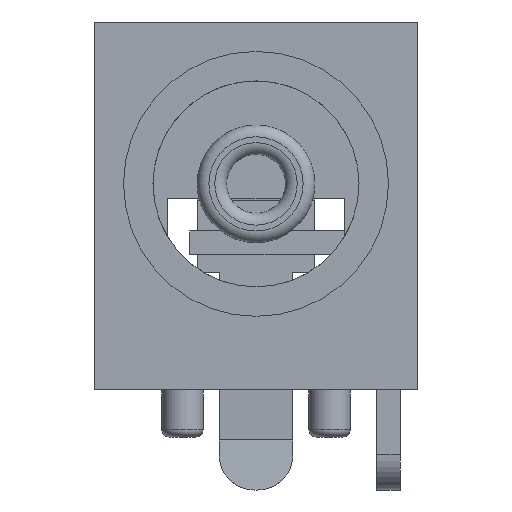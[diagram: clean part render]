
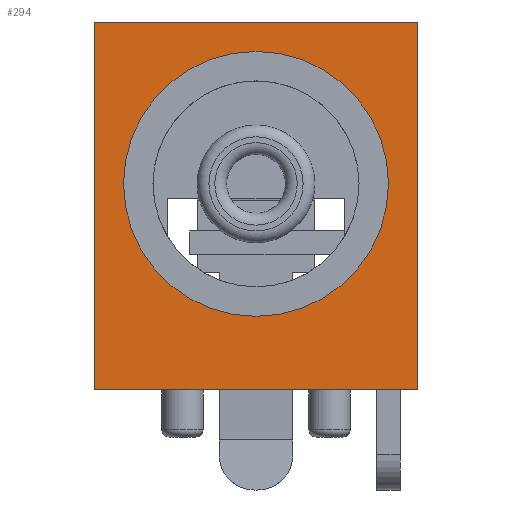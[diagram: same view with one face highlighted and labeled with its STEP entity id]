
A CAD part, left-side view. The second image highlights one B-rep face of the part: STEP entity #294.
In plain terms, the highlighted planar face has unit normal (-1, 0, 0).
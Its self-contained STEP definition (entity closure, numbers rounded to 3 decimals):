
#37 = VERTEX_POINT('',#38);
#38 = CARTESIAN_POINT('',(-9.,-3.75,0.));
#46 = EDGE_CURVE('',#37,#47,#49,.T.);
#47 = VERTEX_POINT('',#48);
#48 = CARTESIAN_POINT('',(-9.,-3.75,12.5));
#49 = LINE('',#50,#51);
#50 = CARTESIAN_POINT('',(-9.,-3.75,0.));
#51 = VECTOR('',#52,1.);
#52 = DIRECTION('',(0.,0.,1.));
#77 = VERTEX_POINT('',#78);
#78 = CARTESIAN_POINT('',(-9.,7.25,0.));
#86 = EDGE_CURVE('',#37,#77,#87,.T.);
#87 = LINE('',#88,#89);
#88 = CARTESIAN_POINT('',(-9.,-3.75,0.));
#89 = VECTOR('',#90,1.);
#90 = DIRECTION('',(0.,1.,0.));
#275 = VERTEX_POINT('',#276);
#276 = CARTESIAN_POINT('',(-9.,7.25,12.5));
#282 = EDGE_CURVE('',#47,#275,#283,.T.);
#283 = LINE('',#284,#285);
#284 = CARTESIAN_POINT('',(-9.,-3.75,12.5));
#285 = VECTOR('',#286,1.);
#286 = DIRECTION('',(0.,1.,0.));
#294 = ADVANCED_FACE('',(#295,#306),#317,.F.);
#295 = FACE_BOUND('',#296,.F.);
#296 = EDGE_LOOP('',(#297,#298,#299,#305));
#297 = ORIENTED_EDGE('',*,*,#46,.F.);
#298 = ORIENTED_EDGE('',*,*,#86,.T.);
#299 = ORIENTED_EDGE('',*,*,#300,.T.);
#300 = EDGE_CURVE('',#77,#275,#301,.T.);
#301 = LINE('',#302,#303);
#302 = CARTESIAN_POINT('',(-9.,7.25,0.));
#303 = VECTOR('',#304,1.);
#304 = DIRECTION('',(0.,0.,1.));
#305 = ORIENTED_EDGE('',*,*,#282,.F.);
#306 = FACE_BOUND('',#307,.F.);
#307 = EDGE_LOOP('',(#308));
#308 = ORIENTED_EDGE('',*,*,#309,.T.);
#309 = EDGE_CURVE('',#310,#310,#312,.T.);
#310 = VERTEX_POINT('',#311);
#311 = CARTESIAN_POINT('',(-9.,-2.75,7.));
#312 = CIRCLE('',#313,4.5);
#313 = AXIS2_PLACEMENT_3D('',#314,#315,#316);
#314 = CARTESIAN_POINT('',(-9.,1.75,7.));
#315 = DIRECTION('',(-1.,0.,0.));
#316 = DIRECTION('',(0.,-1.,0.));
#317 = PLANE('',#318);
#318 = AXIS2_PLACEMENT_3D('',#319,#320,#321);
#319 = CARTESIAN_POINT('',(-9.,-3.75,0.));
#320 = DIRECTION('',(1.,0.,0.));
#321 = DIRECTION('',(0.,0.,1.));
